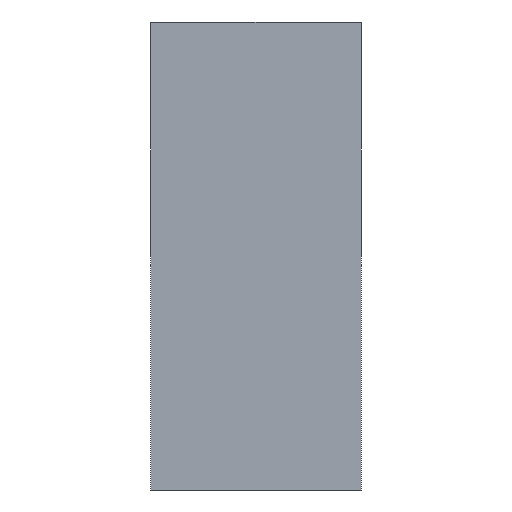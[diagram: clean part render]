
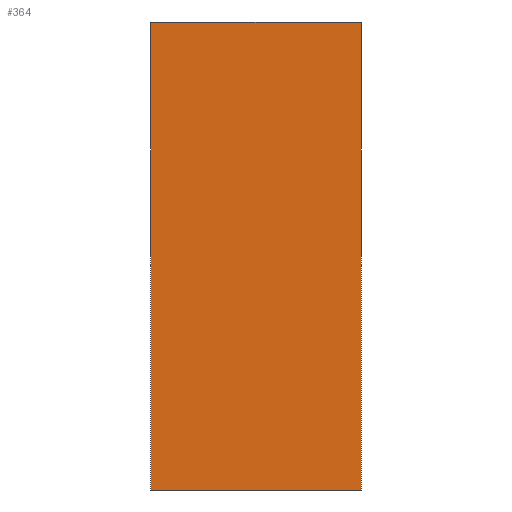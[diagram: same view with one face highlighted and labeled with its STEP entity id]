
A CAD part, left-side view. The second image highlights one B-rep face of the part: STEP entity #364.
In plain terms, the highlighted planar face has unit normal (-1, 0, 0).
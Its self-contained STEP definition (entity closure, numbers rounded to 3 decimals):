
#11 = CARTESIAN_POINT ( 'NONE',  ( -22.5, 22.5, -50. ) ) ;
#13 = DIRECTION ( 'NONE',  ( 0., -1., 0. ) ) ;
#53 = VERTEX_POINT ( 'NONE', #423 ) ;
#69 = VECTOR ( 'NONE', #275, 1000. ) ;
#100 = EDGE_CURVE ( 'NONE', #53, #328, #383, .T. ) ;
#120 = CARTESIAN_POINT ( 'NONE',  ( -22.5, -22.5, -50. ) ) ;
#200 = ORIENTED_EDGE ( 'NONE', *, *, #818, .F. ) ;
#214 = EDGE_CURVE ( 'NONE', #496, #328, #390, .T. ) ;
#259 = CARTESIAN_POINT ( 'NONE',  ( -22.5, -22.5, 50. ) ) ;
#262 = CARTESIAN_POINT ( 'NONE',  ( -22.5, 22.5, -50. ) ) ;
#275 = DIRECTION ( 'NONE',  ( 0., -1., 0. ) ) ;
#277 = CARTESIAN_POINT ( 'NONE',  ( -22.5, 22.5, -50. ) ) ;
#286 = EDGE_LOOP ( 'NONE', ( #338, #645, #200, #433 ) ) ;
#294 = VECTOR ( 'NONE', #518, 1000. ) ;
#328 = VERTEX_POINT ( 'NONE', #259 ) ;
#338 = ORIENTED_EDGE ( 'NONE', *, *, #100, .T. ) ;
#339 = FACE_OUTER_BOUND ( 'NONE', #286, .T. ) ;
#359 = VERTEX_POINT ( 'NONE', #277 ) ;
#364 = ADVANCED_FACE ( 'NONE', ( #339 ), #601, .T. ) ;
#373 = CARTESIAN_POINT ( 'NONE',  ( -22.5, 22.5, 50. ) ) ;
#383 = LINE ( 'NONE', #120, #693 ) ;
#390 = LINE ( 'NONE', #373, #294 ) ;
#423 = CARTESIAN_POINT ( 'NONE',  ( -22.5, -22.5, -50. ) ) ;
#431 = AXIS2_PLACEMENT_3D ( 'NONE', #262, #526, #13 ) ;
#432 = CARTESIAN_POINT ( 'NONE',  ( -22.5, 22.5, -50. ) ) ;
#433 = ORIENTED_EDGE ( 'NONE', *, *, #571, .T. ) ;
#496 = VERTEX_POINT ( 'NONE', #721 ) ;
#518 = DIRECTION ( 'NONE',  ( 0., -1., 0. ) ) ;
#526 = DIRECTION ( 'NONE',  ( -1., 0., 0. ) ) ;
#571 = EDGE_CURVE ( 'NONE', #359, #53, #599, .T. ) ;
#599 = LINE ( 'NONE', #11, #69 ) ;
#601 = PLANE ( 'NONE',  #431 ) ;
#645 = ORIENTED_EDGE ( 'NONE', *, *, #214, .F. ) ;
#681 = VECTOR ( 'NONE', #695, 1000. ) ;
#693 = VECTOR ( 'NONE', #829, 1000. ) ;
#695 = DIRECTION ( 'NONE',  ( 0., 0., 1. ) ) ;
#721 = CARTESIAN_POINT ( 'NONE',  ( -22.5, 22.5, 50. ) ) ;
#757 = LINE ( 'NONE', #432, #681 ) ;
#818 = EDGE_CURVE ( 'NONE', #359, #496, #757, .T. ) ;
#829 = DIRECTION ( 'NONE',  ( 0., 0., 1. ) ) ;
